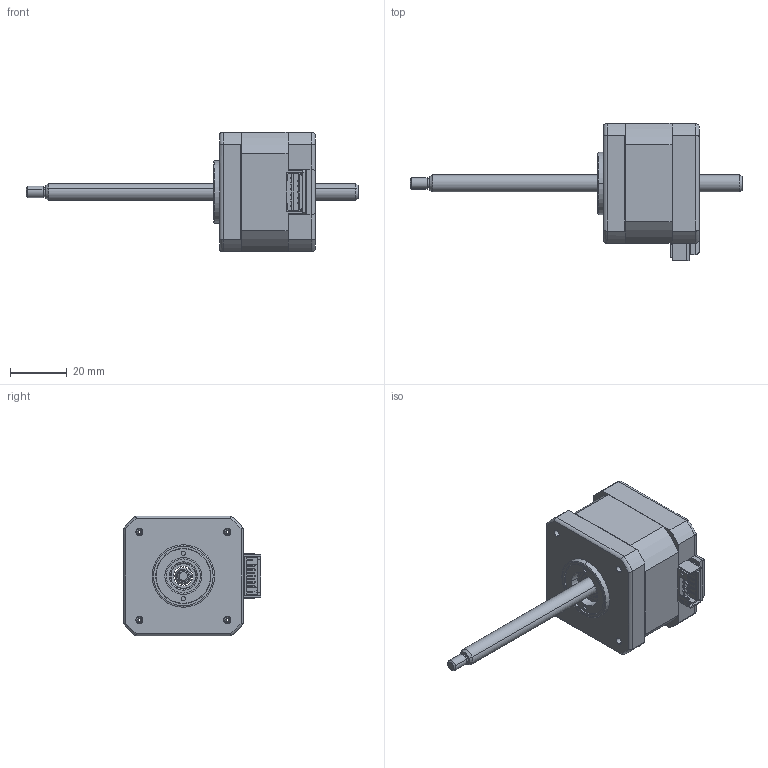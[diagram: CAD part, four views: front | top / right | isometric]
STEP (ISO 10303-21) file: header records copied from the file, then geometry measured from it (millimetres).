
FILE_DESCRIPTION (( 'STEP AP203' ), '1' );
FILE_NAME ('LN174S-E06127-110-S-100.STEP', '2019-04-15T03:31:31', ( 'Sky123.Org' ), ( 'Sky123.Org' ), 'SwSTEP 2.0', 'SolidWorks 2014', '' );
FILE_SCHEMA (( 'CONFIG_CONTROL_DESIGN' ));
Length unit declared in the file: millimetre
Products named in the file (1): LN174S-E06127-110-S-100
Bounding box: 117 x 48.3 x 42.2 mm (x, y, z)
Surface area: 17552.4 mm2 (no closed solid volume)
Topology: 0 solids, 18 shells, 300 faces, 1139 edges, 850 vertices
Faces by surface type: plane 168, cylinder 62, cone 48, torus 14, sphere 8
Entity records: 12866 total; most frequent: CARTESIAN_POINT 3290, DIRECTION 1924, ORIENTED_EDGE 1818, EDGE_CURVE 1139, VERTEX_POINT 850, VECTOR 668, LINE 668, AXIS2_PLACEMENT_3D 628
